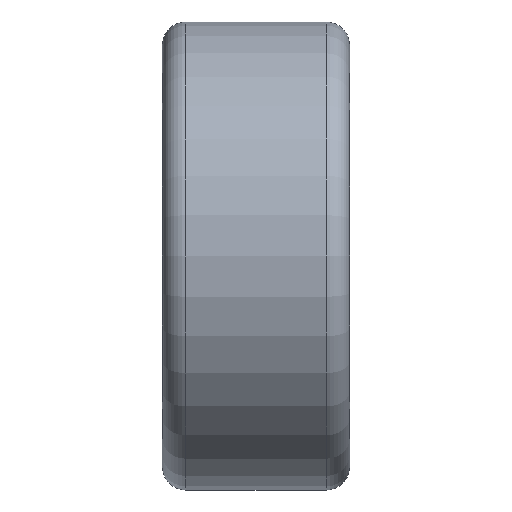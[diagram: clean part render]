
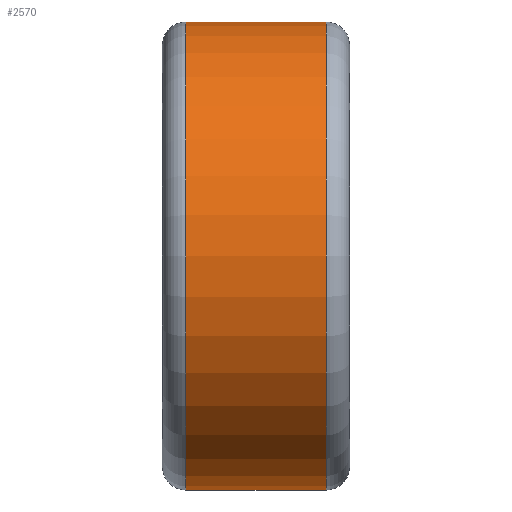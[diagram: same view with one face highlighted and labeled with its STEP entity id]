
A CAD part, front view. The second image highlights one B-rep face of the part: STEP entity #2570.
In plain terms, the highlighted cylindrical face has radius 50 mm (diameter 100 mm), a partial arc.
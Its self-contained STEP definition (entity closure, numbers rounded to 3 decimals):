
#59 = CARTESIAN_POINT ( 'NONE',  ( -40.585, 0., 50. ) ) ;
#204 = ORIENTED_EDGE ( 'NONE', *, *, #5060, .T. ) ;
#505 = CARTESIAN_POINT ( 'NONE',  ( -15., 0., -50. ) ) ;
#549 = ORIENTED_EDGE ( 'NONE', *, *, #2415, .T. ) ;
#623 = AXIS2_PLACEMENT_3D ( 'NONE', #1095, #4392, #4872 ) ;
#635 = DIRECTION ( 'NONE',  ( 1., 0., 0. ) ) ;
#881 = VERTEX_POINT ( 'NONE', #5553 ) ;
#1074 = CIRCLE ( 'NONE', #6032, 50. ) ;
#1095 = CARTESIAN_POINT ( 'NONE',  ( -40.585, 0., 0. ) ) ;
#1422 = EDGE_CURVE ( 'NONE', #2271, #3980, #4806, .T. ) ;
#1540 = CARTESIAN_POINT ( 'NONE',  ( 15., 0., 0. ) ) ;
#1720 = VECTOR ( 'NONE', #5525, 1000. ) ;
#1928 = CIRCLE ( 'NONE', #2933, 50. ) ;
#2013 = DIRECTION ( 'NONE',  ( -1., 0., 0. ) ) ;
#2271 = VERTEX_POINT ( 'NONE', #4701 ) ;
#2357 = CYLINDRICAL_SURFACE ( 'NONE', #623, 50. ) ;
#2365 = ORIENTED_EDGE ( 'NONE', *, *, #1422, .F. ) ;
#2381 = DIRECTION ( 'NONE',  ( -1., 0., 0. ) ) ;
#2415 = EDGE_CURVE ( 'NONE', #5395, #881, #6010, .T. ) ;
#2570 = ADVANCED_FACE ( 'NONE', ( #5501 ), #2357, .T. ) ;
#2933 = AXIS2_PLACEMENT_3D ( 'NONE', #1540, #2013, #5281 ) ;
#3699 = CARTESIAN_POINT ( 'NONE',  ( 15., 0., 50. ) ) ;
#3980 = VERTEX_POINT ( 'NONE', #505 ) ;
#4104 = CARTESIAN_POINT ( 'NONE',  ( -40.585, 0., -50. ) ) ;
#4250 = ORIENTED_EDGE ( 'NONE', *, *, #4996, .T. ) ;
#4265 = EDGE_LOOP ( 'NONE', ( #2365, #4250, #549, #204 ) ) ;
#4392 = DIRECTION ( 'NONE',  ( -1., 0., 0. ) ) ;
#4701 = CARTESIAN_POINT ( 'NONE',  ( 15., 0., -50. ) ) ;
#4780 = VECTOR ( 'NONE', #2381, 1000. ) ;
#4806 = LINE ( 'NONE', #4104, #1720 ) ;
#4872 = DIRECTION ( 'NONE',  ( 0., 0., 1. ) ) ;
#4996 = EDGE_CURVE ( 'NONE', #2271, #5395, #1928, .T. ) ;
#5060 = EDGE_CURVE ( 'NONE', #881, #3980, #1074, .T. ) ;
#5281 = DIRECTION ( 'NONE',  ( 0., 0., 1. ) ) ;
#5395 = VERTEX_POINT ( 'NONE', #3699 ) ;
#5501 = FACE_OUTER_BOUND ( 'NONE', #4265, .T. ) ;
#5525 = DIRECTION ( 'NONE',  ( -1., 0., 0. ) ) ;
#5553 = CARTESIAN_POINT ( 'NONE',  ( -15., 0., 50. ) ) ;
#5779 = CARTESIAN_POINT ( 'NONE',  ( -15., 0., 0. ) ) ;
#5812 = DIRECTION ( 'NONE',  ( 0., 0., -1. ) ) ;
#6010 = LINE ( 'NONE', #59, #4780 ) ;
#6032 = AXIS2_PLACEMENT_3D ( 'NONE', #5779, #635, #5812 ) ;
